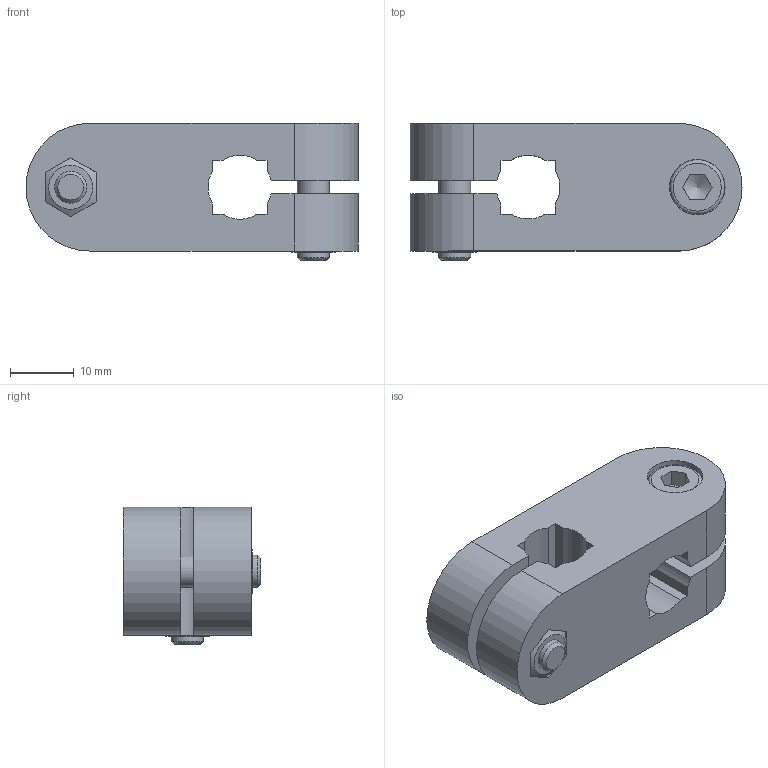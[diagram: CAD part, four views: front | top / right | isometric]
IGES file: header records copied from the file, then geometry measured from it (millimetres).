
Global section: file name: 720010.stp.ipt; native system: Autodesk Inventor 2014; preprocessor: unknown; author: zeman; date: 20151016.102027; units: millimetre
Bounding box: 52 x 21.5 x 21.5 mm (x, y, z)
Volume: 14801.5 mm3; surface area: 8391 mm2
Topology: 5 solids, 5 shells, 116 faces, 300 edges, 200 vertices
Faces by surface type: plane 74, revolution 26, cylinder 8, cone 6, bspline 2
Full cylindrical faces by diameter (mm): 5 x2, 8.5 x2
